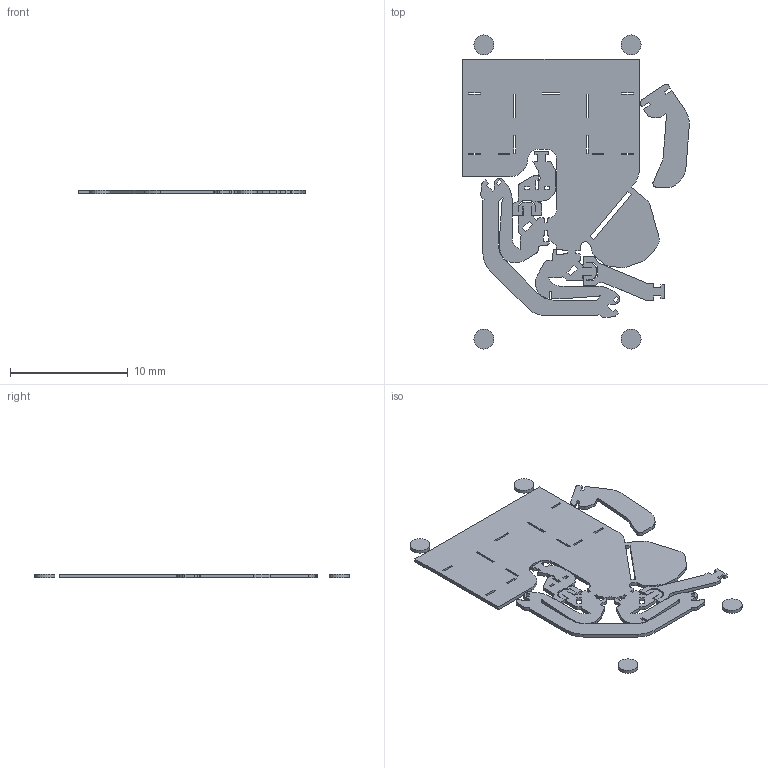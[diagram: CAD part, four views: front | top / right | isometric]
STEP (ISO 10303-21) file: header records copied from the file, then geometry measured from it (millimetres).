
FILE_DESCRIPTION(/* description */ (''),/* implementation_level */ '2;1');
FILE_NAME(/* name */ 'a_Leg_2D_cut_20220617_release.step',/* time_stamp */ '2022-06-17T10:14:53-06:00',/* author */ (''),/* organization */ (''),/* preprocessor_version */ 'ST-DEVELOPER v19',/* originating_system */ 'Autodesk Translation Framework v11.7.0.108',/* authorisation */ '');
FILE_SCHEMA (('AUTOMOTIVE_DESIGN { 1 0 10303 214 3 1 1 }'));
Length unit declared in the file: millimetre
Products named in the file (2): a_Leg_2D_cut_20220616_short_leg; ReleaseCut
Assembly tree (1 placements, depth 2):
  a_Leg_2D_cut_20220616_short_leg
    ReleaseCut
Bounding box: 19.24 x 26.7 x 0.3 mm (x, y, z)
Volume: 89.9 mm3; surface area: 694.7 mm2
Topology: 6 solids, 6 shells, 391 faces, 1137 edges, 758 vertices
Faces by surface type: plane 298, cylinder 93
Full cylindrical faces by diameter (mm): 1.7 x4
Entity records: 12957 total; most frequent: CARTESIAN_POINT 2289, ORIENTED_EDGE 2274, DIRECTION 2111, EDGE_CURVE 1137, LINE 951, VECTOR 951, VERTEX_POINT 758, AXIS2_PLACEMENT_3D 580
